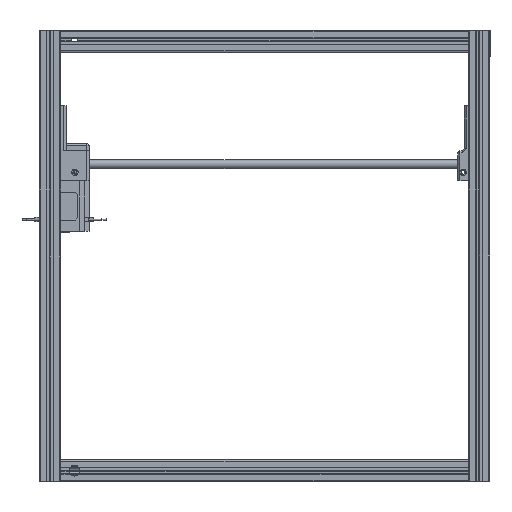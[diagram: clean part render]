
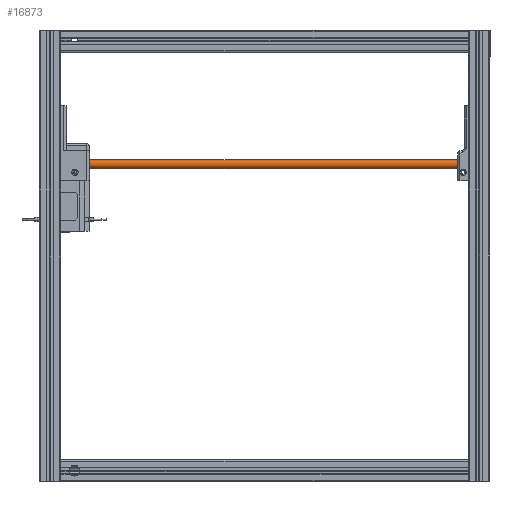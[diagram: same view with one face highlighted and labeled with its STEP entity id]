
A CAD part, left-side view. The second image highlights one B-rep face of the part: STEP entity #16873.
In plain terms, the highlighted cylindrical face has radius 4 mm (diameter 8 mm), a full revolution.
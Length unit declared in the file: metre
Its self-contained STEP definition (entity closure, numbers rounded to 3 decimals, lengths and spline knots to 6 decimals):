
#531=CIRCLE('',#18367,0.004);
#532=CIRCLE('',#18368,0.004);
#1162=CYLINDRICAL_SURFACE('',#18366,0.004);
#2935=ORIENTED_EDGE('',*,*,#6836,.F.);
#2936=ORIENTED_EDGE('',*,*,#6837,.T.);
#6836=EDGE_CURVE('',#8950,#8950,#531,.T.);
#6837=EDGE_CURVE('',#8951,#8951,#532,.T.);
#8950=VERTEX_POINT('',#26403);
#8951=VERTEX_POINT('',#26405);
#13615=EDGE_LOOP('',(#2935));
#13616=EDGE_LOOP('',(#2936));
#15055=FACE_BOUND('',#13615,.T.);
#15056=FACE_BOUND('',#13616,.T.);
#16873=ADVANCED_FACE('',(#15055,#15056),#1162,.T.);
#18366=AXIS2_PLACEMENT_3D('',#26401,#21291,#21292);
#18367=AXIS2_PLACEMENT_3D('',#26402,#21293,#21294);
#18368=AXIS2_PLACEMENT_3D('',#26404,#21295,#21296);
#21291=DIRECTION('',(0.,0.,-1.));
#21292=DIRECTION('',(-1.,0.,0.));
#21293=DIRECTION('',(0.,0.,1.));
#21294=DIRECTION('',(1.,0.,0.));
#21295=DIRECTION('',(0.,0.,1.));
#21296=DIRECTION('',(1.,0.,0.));
#26401=CARTESIAN_POINT('',(0.,0.,0.38));
#26402=CARTESIAN_POINT('',(0.,0.,0.38));
#26403=CARTESIAN_POINT('',(0.004,0.,0.38));
#26404=CARTESIAN_POINT('',(0.,0.,0.));
#26405=CARTESIAN_POINT('',(0.004,0.,0.));
